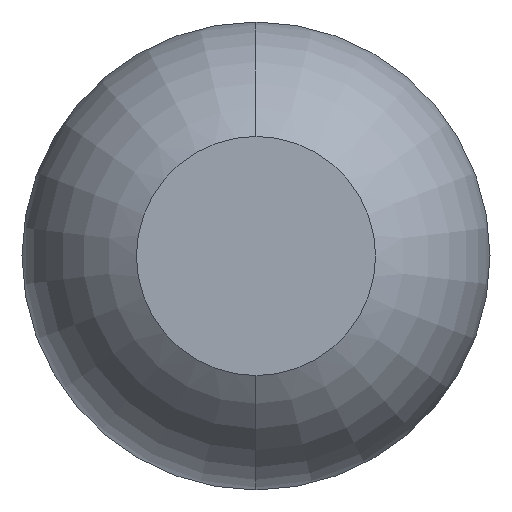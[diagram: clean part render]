
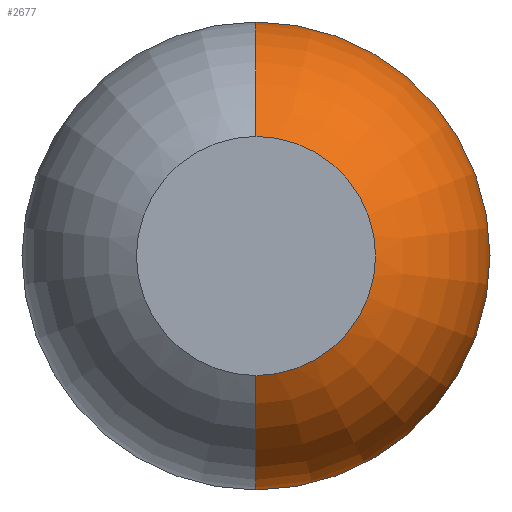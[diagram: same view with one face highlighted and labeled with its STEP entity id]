
A CAD part, front view. The second image highlights one B-rep face of the part: STEP entity #2677.
In plain terms, the highlighted toroidal (fillet/blend) face has major radius 0.035 mm and minor radius 0.65 mm.
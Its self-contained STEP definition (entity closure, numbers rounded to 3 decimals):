
#94 = DIRECTION ( 'NONE',  ( 0., 0., -1. ) ) ;
#98 = DIRECTION ( 'NONE',  ( -1., 0., 0. ) ) ;
#139 = ORIENTED_EDGE ( 'NONE', *, *, #3176, .T. ) ;
#296 = DIRECTION ( 'NONE',  ( 0., 0., -1. ) ) ;
#352 = VERTEX_POINT ( 'NONE', #418 ) ;
#418 = CARTESIAN_POINT ( 'NONE',  ( 0., -25., -0.35 ) ) ;
#541 = AXIS2_PLACEMENT_3D ( 'NONE', #1937, #98, #1004 ) ;
#607 = AXIS2_PLACEMENT_3D ( 'NONE', #1513, #3706, #3113 ) ;
#858 = CARTESIAN_POINT ( 'NONE',  ( 0., -24.431, 0.035 ) ) ;
#1004 = DIRECTION ( 'NONE',  ( 0., 0., 1. ) ) ;
#1133 = ORIENTED_EDGE ( 'NONE', *, *, #3273, .F. ) ;
#1295 = ORIENTED_EDGE ( 'NONE', *, *, #3759, .F. ) ;
#1473 = CARTESIAN_POINT ( 'NONE',  ( 0., -25., 0.35 ) ) ;
#1478 = CIRCLE ( 'NONE', #3362, 0.35 ) ;
#1513 = CARTESIAN_POINT ( 'NONE',  ( 0., -24.431, 0. ) ) ;
#1670 = VERTEX_POINT ( 'NONE', #1473 ) ;
#1758 = VERTEX_POINT ( 'NONE', #3956 ) ;
#1924 = VERTEX_POINT ( 'NONE', #2659 ) ;
#1937 = CARTESIAN_POINT ( 'NONE',  ( 0., -24.431, -0.035 ) ) ;
#2006 = AXIS2_PLACEMENT_3D ( 'NONE', #858, #3074, #296 ) ;
#2262 = DIRECTION ( 'NONE',  ( 0., -1., 0. ) ) ;
#2405 = DIRECTION ( 'NONE',  ( 0., -1., 0. ) ) ;
#2441 = DIRECTION ( 'NONE',  ( 0., 0., -1. ) ) ;
#2645 = CIRCLE ( 'NONE', #541, 0.65 ) ;
#2659 = CARTESIAN_POINT ( 'NONE',  ( 0., -24.431, -0.685 ) ) ;
#2677 = ADVANCED_FACE ( 'Defeature ausgef�hrt2_4', ( #3504 ), #2712, .T. ) ;
#2712 = TOROIDAL_SURFACE ( 'NONE', #607, 0.035, 0.65 ) ;
#2843 = CIRCLE ( 'NONE', #2006, 0.65 ) ;
#2899 = AXIS2_PLACEMENT_3D ( 'NONE', #4022, #2405, #2441 ) ;
#3035 = EDGE_LOOP ( 'NONE', ( #139, #3526, #1295, #1133 ) ) ;
#3074 = DIRECTION ( 'NONE',  ( 1., 0., 0. ) ) ;
#3113 = DIRECTION ( 'NONE',  ( 0., 0., -1. ) ) ;
#3176 = EDGE_CURVE ( 'Defeature ausgef�hrt2_4+Defeature ausgef�hrt2_5+Defeature ausgef�hrt2_5+Defeature ausgef�hrt2_5', #1924, #1758, #3556, .T. ) ;
#3273 = EDGE_CURVE ( 'NONE', #1924, #352, #2645, .T. ) ;
#3362 = AXIS2_PLACEMENT_3D ( 'NONE', #3568, #2262, #94 ) ;
#3504 = FACE_OUTER_BOUND ( 'NONE', #3035, .T. ) ;
#3526 = ORIENTED_EDGE ( 'NONE', *, *, #3572, .T. ) ;
#3556 = CIRCLE ( 'NONE', #2899, 0.685 ) ;
#3568 = CARTESIAN_POINT ( 'NONE',  ( 0., -25., 0. ) ) ;
#3572 = EDGE_CURVE ( 'NONE', #1758, #1670, #2843, .T. ) ;
#3706 = DIRECTION ( 'NONE',  ( 0., -1., 0. ) ) ;
#3759 = EDGE_CURVE ( 'Defeature ausgef�hrt2_16+Defeature ausgef�hrt2_4+Defeature ausgef�hrt2_4+Defeature ausgef�hrt2_4', #352, #1670, #1478, .T. ) ;
#3956 = CARTESIAN_POINT ( 'NONE',  ( 0., -24.431, 0.685 ) ) ;
#4022 = CARTESIAN_POINT ( 'NONE',  ( 0., -24.431, 0. ) ) ;
